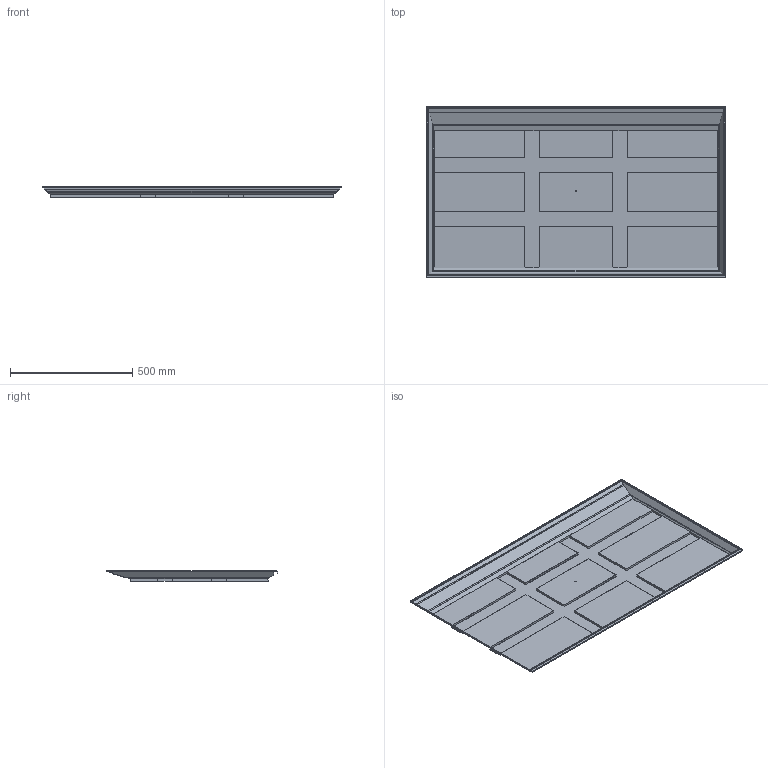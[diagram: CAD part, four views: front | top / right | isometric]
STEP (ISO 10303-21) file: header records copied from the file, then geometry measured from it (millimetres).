
FILE_DESCRIPTION((''),'2;1');
FILE_NAME('55UA75_COVER_BOTTOM','2025-09-29T09:34:39',('minook.lee'),(''),'CREO PARAMETRIC BY PTC INC, 2022414','CREO PARAMETRIC BY PTC INC, 2022414','');
FILE_SCHEMA(('CONFIG_CONTROL_DESIGN','SHAPE_APPEARANCE_LAYERS_GROUPS'));
Length unit declared in the file: millimetre
Products named in the file (1): 55UA75_COVER_BOTTOM
Bounding box: 1221.82 x 699.31 x 41.9 mm (x, y, z)
Volume: 487676.2 mm3; surface area: 1952646.2 mm2
Topology: 1 solids, 1 shells, 168 faces, 460 edges, 300 vertices
Faces by surface type: plane 154, cone 8, cylinder 6
Entity records: 5416 total; most frequent: CARTESIAN_POINT 928, ORIENTED_EDGE 920, DIRECTION 824, EDGE_CURVE 460, VECTOR 432, LINE 432, VERTEX_POINT 300, AXIS2_PLACEMENT_3D 196
